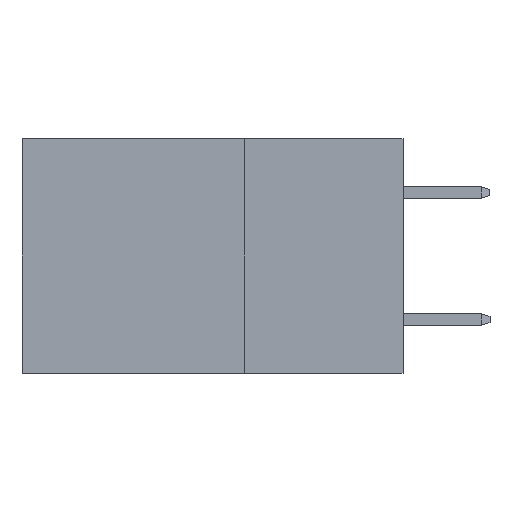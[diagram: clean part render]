
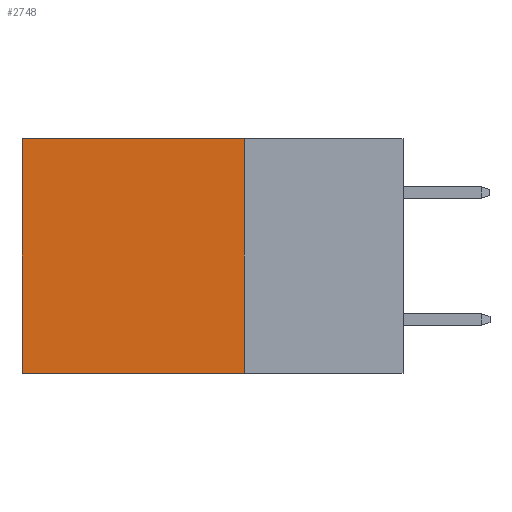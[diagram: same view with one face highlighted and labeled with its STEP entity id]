
A CAD part, left-side view. The second image highlights one B-rep face of the part: STEP entity #2748.
In plain terms, the highlighted planar face has unit normal (-1, 0, 0).
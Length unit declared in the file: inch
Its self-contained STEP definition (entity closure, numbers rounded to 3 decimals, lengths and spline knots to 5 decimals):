
#218 = EDGE_CURVE ( 'NONE', #6549, #7849, #5042, .T. ) ;
#274 = VERTEX_POINT ( 'NONE', #516 ) ;
#516 = CARTESIAN_POINT ( 'NONE',  ( 0.2875, 0.6, 0. ) ) ;
#764 = CARTESIAN_POINT ( 'NONE',  ( 0.2875, 0.6, 0. ) ) ;
#826 = ORIENTED_EDGE ( 'NONE', *, *, #3086, .T. ) ;
#1570 = DIRECTION ( 'NONE',  ( 0., 0., -1. ) ) ;
#1679 = CARTESIAN_POINT ( 'NONE',  ( 0.2875, 0.25, -0.37 ) ) ;
#1938 = DIRECTION ( 'NONE',  ( 1., 0., 0. ) ) ;
#2099 = ORIENTED_EDGE ( 'NONE', *, *, #4096, .T. ) ;
#2595 = VECTOR ( 'NONE', #3687, 39.37008 ) ;
#2672 = PLANE ( 'NONE',  #7092 ) ;
#2747 = LINE ( 'NONE', #3338, #5501 ) ;
#2748 = ADVANCED_FACE ( 'NONE', ( #4637 ), #2672, .F. ) ;
#2831 = DIRECTION ( 'NONE',  ( 0., 1., 0. ) ) ;
#3086 = EDGE_CURVE ( 'NONE', #6549, #274, #2747, .T. ) ;
#3338 = CARTESIAN_POINT ( 'NONE',  ( 0.2875, 0.25, 0. ) ) ;
#3499 = DIRECTION ( 'NONE',  ( 0., 0., -1. ) ) ;
#3687 = DIRECTION ( 'NONE',  ( 0., 1., 0. ) ) ;
#3918 = VECTOR ( 'NONE', #1570, 39.37008 ) ;
#4096 = EDGE_CURVE ( 'NONE', #274, #7425, #7049, .T. ) ;
#4555 = CARTESIAN_POINT ( 'NONE',  ( 0.2875, 0.25, -0.37 ) ) ;
#4637 = FACE_OUTER_BOUND ( 'NONE', #7941, .T. ) ;
#5042 = LINE ( 'NONE', #7827, #3918 ) ;
#5501 = VECTOR ( 'NONE', #2831, 39.37008 ) ;
#5884 = LINE ( 'NONE', #1679, #2595 ) ;
#6183 = ORIENTED_EDGE ( 'NONE', *, *, #6423, .F. ) ;
#6423 = EDGE_CURVE ( 'NONE', #7849, #7425, #5884, .T. ) ;
#6549 = VERTEX_POINT ( 'NONE', #8832 ) ;
#6825 = CARTESIAN_POINT ( 'NONE',  ( 0.2875, 0.25, 0. ) ) ;
#6957 = VECTOR ( 'NONE', #3499, 39.37008 ) ;
#7049 = LINE ( 'NONE', #764, #6957 ) ;
#7092 = AXIS2_PLACEMENT_3D ( 'NONE', #6825, #1938, #8287 ) ;
#7425 = VERTEX_POINT ( 'NONE', #8936 ) ;
#7827 = CARTESIAN_POINT ( 'NONE',  ( 0.2875, 0.25, 0. ) ) ;
#7849 = VERTEX_POINT ( 'NONE', #4555 ) ;
#7941 = EDGE_LOOP ( 'NONE', ( #2099, #6183, #8015, #826 ) ) ;
#8015 = ORIENTED_EDGE ( 'NONE', *, *, #218, .F. ) ;
#8287 = DIRECTION ( 'NONE',  ( 0., 0., -1. ) ) ;
#8832 = CARTESIAN_POINT ( 'NONE',  ( 0.2875, 0.25, 0. ) ) ;
#8936 = CARTESIAN_POINT ( 'NONE',  ( 0.2875, 0.6, -0.37 ) ) ;
